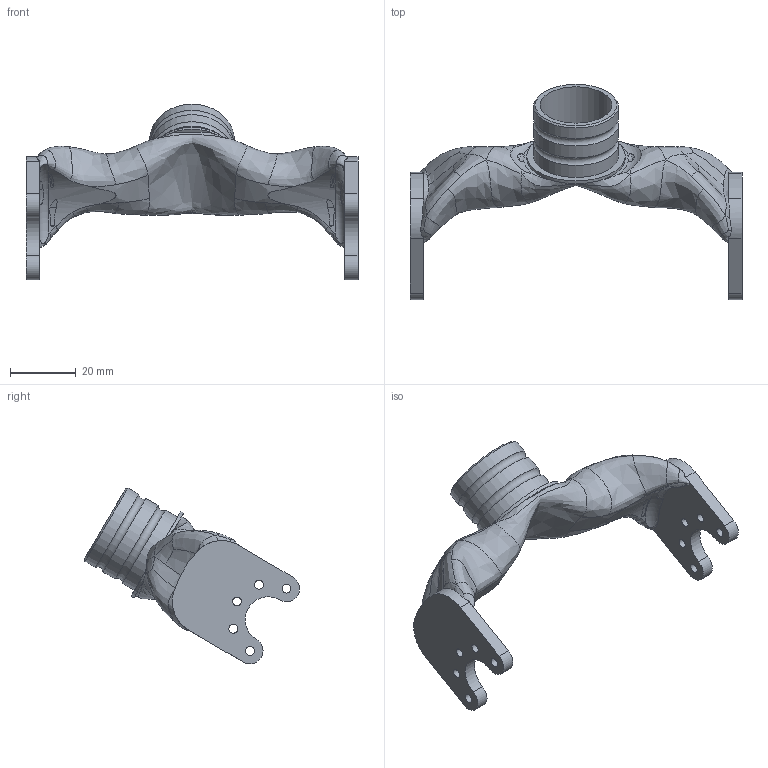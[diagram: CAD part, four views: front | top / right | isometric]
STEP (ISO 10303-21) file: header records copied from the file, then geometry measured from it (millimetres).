
FILE_DESCRIPTION(/* description */ (''),/* implementation_level */ '2;1');
FILE_NAME(/* name */ 'L23_Mount_PostGenV3.step',/* time_stamp */ '2023-11-10T21:35:04-05:00',/* author */ (''),/* organization */ (''),/* preprocessor_version */ 'ST-DEVELOPER v20',/* originating_system */ 'Autodesk Translation Framework v12.14.0.127',/* authorisation */ '');
FILE_SCHEMA (('AUTOMOTIVE_DESIGN { 1 0 10303 214 3 1 1 }'));
Length unit declared in the file: centimetre
Products named in the file (1): Outcome 4 - 15
Bounding box: 101.2 x 65.6 x 53.63 mm (x, y, z)
Volume: 30505.9 mm3; surface area: 13372.7 mm2
Topology: 1 solids, 1 shells, 138 faces, 353 edges, 223 vertices
Faces by surface type: bspline 85, cylinder 29, plane 17, torus 6, cone 1
Full cylindrical faces by diameter (mm): 2.7 x10, 21.9 x1, 25.9 x3, 30 x1
Entity records: 18880 total; most frequent: CARTESIAN_POINT 16155, ORIENTED_EDGE 706, EDGE_CURVE 353, DIRECTION 286, B_SPLINE_CURVE_WITH_KNOTS 244, VERTEX_POINT 223, EDGE_LOOP 164, FACE_OUTER_BOUND 138
